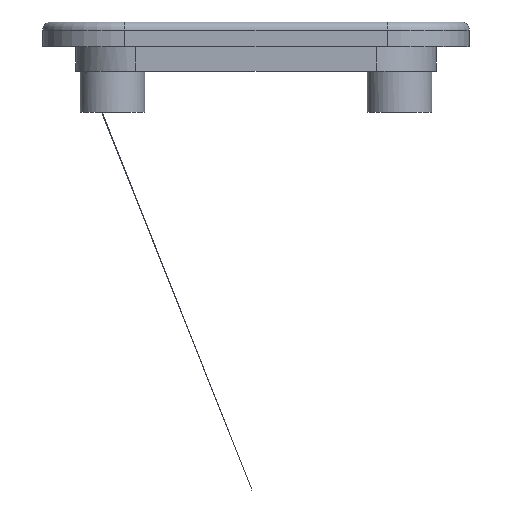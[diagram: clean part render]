
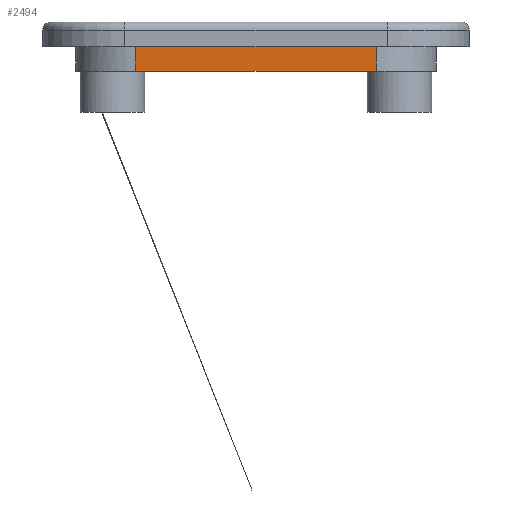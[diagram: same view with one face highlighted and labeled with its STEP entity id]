
A CAD part, front view. The second image highlights one B-rep face of the part: STEP entity #2494.
In plain terms, the highlighted planar face has unit normal (0, -1, 0).
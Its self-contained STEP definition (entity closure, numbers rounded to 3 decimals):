
#131=PLANE('',#2788);
#278=LINE('',#4663,#448);
#294=LINE('',#4752,#464);
#295=LINE('',#4755,#465);
#296=LINE('',#4756,#466);
#448=VECTOR('',#3398,10.);
#464=VECTOR('',#3504,10.);
#465=VECTOR('',#3507,10.);
#466=VECTOR('',#3508,10.);
#660=FACE_OUTER_BOUND('',#825,.T.);
#825=EDGE_LOOP('',(#2282,#2283,#2284,#2285));
#1224=VERTEX_POINT('',#4660);
#1225=VERTEX_POINT('',#4662);
#1253=VERTEX_POINT('',#4750);
#1254=VERTEX_POINT('',#4754);
#1565=EDGE_CURVE('',#1225,#1224,#278,.T.);
#1610=EDGE_CURVE('',#1224,#1253,#294,.T.);
#1611=EDGE_CURVE('',#1254,#1253,#295,.T.);
#1612=EDGE_CURVE('',#1225,#1254,#296,.T.);
#2282=ORIENTED_EDGE('',*,*,#1565,.T.);
#2283=ORIENTED_EDGE('',*,*,#1610,.T.);
#2284=ORIENTED_EDGE('',*,*,#1611,.F.);
#2285=ORIENTED_EDGE('',*,*,#1612,.F.);
#2494=ADVANCED_FACE('',(#660),#131,.T.);
#2788=AXIS2_PLACEMENT_3D('',#4753,#3505,#3506);
#3398=DIRECTION('',(1.,0.,0.));
#3504=DIRECTION('',(0.,0.,1.));
#3505=DIRECTION('center_axis',(0.,-1.,0.));
#3506=DIRECTION('ref_axis',(1.,0.,0.));
#3507=DIRECTION('',(1.,0.,0.));
#3508=DIRECTION('',(0.,0.,1.));
#4660=CARTESIAN_POINT('',(14.65,-36.,27.));
#4662=CARTESIAN_POINT('',(-14.65,-36.,27.));
#4663=CARTESIAN_POINT('',(-14.65,-36.,27.));
#4750=CARTESIAN_POINT('',(14.65,-36.,30.));
#4752=CARTESIAN_POINT('',(14.65,-36.,27.));
#4753=CARTESIAN_POINT('Origin',(-14.65,-36.,27.));
#4754=CARTESIAN_POINT('',(-14.65,-36.,30.));
#4755=CARTESIAN_POINT('',(-14.65,-36.,30.));
#4756=CARTESIAN_POINT('',(-14.65,-36.,27.));
